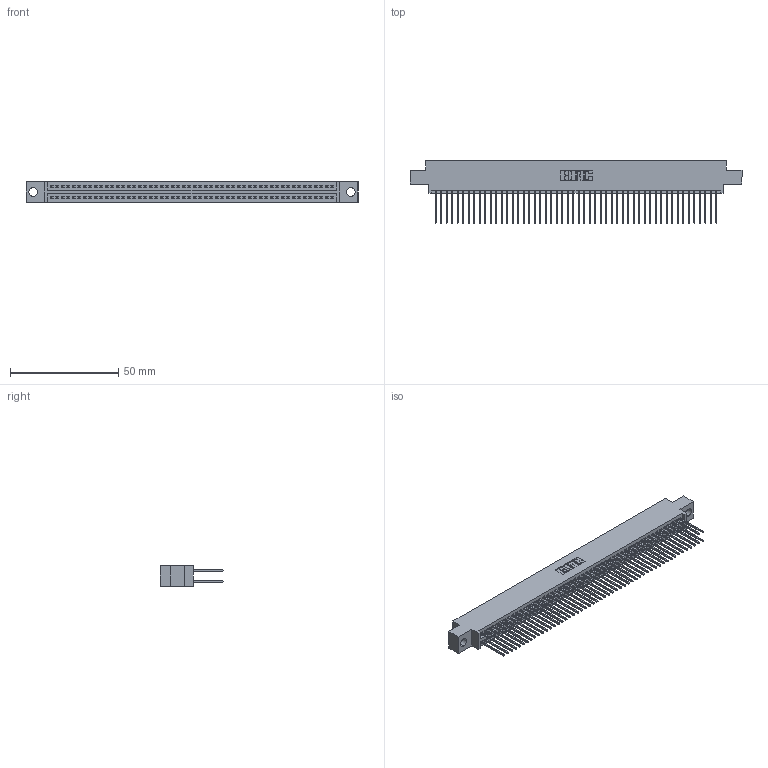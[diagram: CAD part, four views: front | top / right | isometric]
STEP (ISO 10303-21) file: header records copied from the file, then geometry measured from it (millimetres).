
FILE_DESCRIPTION (( 'STEP AP203' ), '1' );
FILE_NAME ('395-104-540-804.STEP', '2021-06-17T16:03:16', ( '' ), ( '' ), 'SwSTEP 2.0', 'SolidWorks 2020', '' );
FILE_SCHEMA (( 'CONFIG_CONTROL_DESIGN' ));
Length unit declared in the file: inch
Products named in the file (3): 395-104-540-804; 345 Part_0.170 Offset - 0.156 Dia-TI; 345-292-001_345-293-140
Assembly tree (105 placements, depth 2):
  395-104-540-804
    345 Part_0.170 Offset - 0.156 Dia-TI
    345-292-001_345-293-140  x104
Bounding box: 153.29 x 29.13 x 9.4 mm (x, y, z)
Volume: 15158.4 mm3; surface area: 24424.6 mm2
Topology: 105 solids, 105 shells, 5344 faces, 15885 edges, 10450 vertices
Faces by surface type: plane 3530, cylinder 1814
Entity records: 40023 total; most frequent: CARTESIAN_POINT 6706, ORIENTED_EDGE 6638, DIRECTION 5899, EDGE_CURVE 3319, VECTOR 2979, LINE 2979, VERTEX_POINT 2210, AXIS2_PLACEMENT_3D 1460
